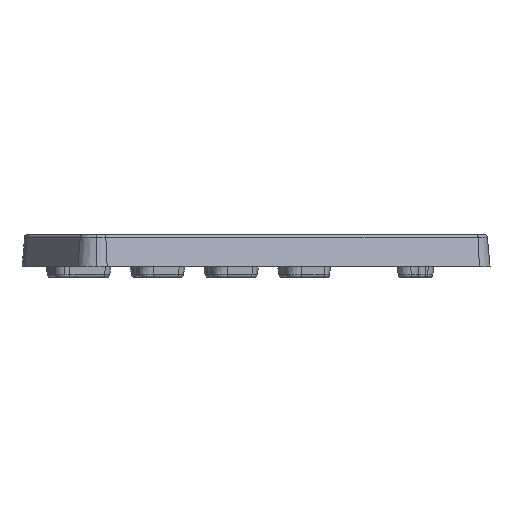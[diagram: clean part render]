
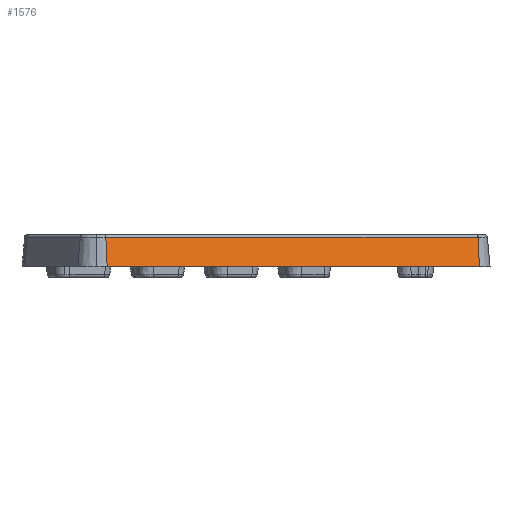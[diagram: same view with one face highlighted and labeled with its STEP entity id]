
A CAD part, left-side view. The second image highlights one B-rep face of the part: STEP entity #1576.
In plain terms, the highlighted planar face has unit normal (-0.863, -0.498, 0.087).
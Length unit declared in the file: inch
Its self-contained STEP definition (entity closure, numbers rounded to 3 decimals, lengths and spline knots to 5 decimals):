
#221 = PLANE ( 'NONE',  #2470 ) ;
#367 = DIRECTION ( 'NONE',  ( -0.075, -0.044, -0.996 ) ) ;
#525 = LINE ( 'NONE', #4879, #7199 ) ;
#543 = FACE_OUTER_BOUND ( 'NONE', #4389, .T. ) ;
#603 = DIRECTION ( 'NONE',  ( 0.5, -0.866, 0. ) ) ;
#759 = CARTESIAN_POINT ( 'NONE',  ( -0.96859, 1.14556, 0.10913 ) ) ;
#1434 = ORIENTED_EDGE ( 'NONE', *, *, #3577, .T. ) ;
#1576 = ADVANCED_FACE ( 'NONE', ( #543 ), #221, .T. ) ;
#1592 = DIRECTION ( 'NONE',  ( 0.5, -0.866, 0. ) ) ;
#1832 = VERTEX_POINT ( 'NONE', #759 ) ;
#2243 = CARTESIAN_POINT ( 'NONE',  ( -0.97686, 1.14079, 0. ) ) ;
#2419 = ORIENTED_EDGE ( 'NONE', *, *, #8080, .T. ) ;
#2470 = AXIS2_PLACEMENT_3D ( 'NONE', #4868, #4832, #4807 ) ;
#2707 = VECTOR ( 'NONE', #603, 39.37008 ) ;
#3433 = LINE ( 'NONE', #4481, #2707 ) ;
#3577 = EDGE_CURVE ( 'NONE', #5900, #7938, #3433, .T. ) ;
#3598 = DIRECTION ( 'NONE',  ( 0.075, 0.044, 0.996 ) ) ;
#4302 = CARTESIAN_POINT ( 'NONE',  ( -0.18184, -0.23622, 0. ) ) ;
#4389 = EDGE_LOOP ( 'NONE', ( #1434, #2419, #7021, #8037 ) ) ;
#4445 = CARTESIAN_POINT ( 'NONE',  ( -0.97686, 1.14079, 0. ) ) ;
#4481 = CARTESIAN_POINT ( 'NONE',  ( -0.97686, 1.14079, 0. ) ) ;
#4522 = VECTOR ( 'NONE', #3598, 39.37008 ) ;
#4807 = DIRECTION ( 'NONE',  ( 0.5, -0.866, 0. ) ) ;
#4832 = DIRECTION ( 'NONE',  ( -0.863, -0.498, 0.087 ) ) ;
#4868 = CARTESIAN_POINT ( 'NONE',  ( -1.01623, 1.20898, 0. ) ) ;
#4879 = CARTESIAN_POINT ( 'NONE',  ( -0.67207, 0.63197, 0.10913 ) ) ;
#5777 = LINE ( 'NONE', #2243, #8241 ) ;
#5900 = VERTEX_POINT ( 'NONE', #4445 ) ;
#6437 = LINE ( 'NONE', #4302, #4522 ) ;
#6845 = CARTESIAN_POINT ( 'NONE',  ( -0.17357, -0.23145, 0.10913 ) ) ;
#6862 = EDGE_CURVE ( 'NONE', #1832, #5900, #5777, .T. ) ;
#7021 = ORIENTED_EDGE ( 'NONE', *, *, #7689, .F. ) ;
#7199 = VECTOR ( 'NONE', #1592, 39.37008 ) ;
#7689 = EDGE_CURVE ( 'NONE', #1832, #7748, #525, .T. ) ;
#7748 = VERTEX_POINT ( 'NONE', #6845 ) ;
#7854 = CARTESIAN_POINT ( 'NONE',  ( -0.18184, -0.23622, 0. ) ) ;
#7938 = VERTEX_POINT ( 'NONE', #7854 ) ;
#8037 = ORIENTED_EDGE ( 'NONE', *, *, #6862, .T. ) ;
#8080 = EDGE_CURVE ( 'NONE', #7938, #7748, #6437, .T. ) ;
#8241 = VECTOR ( 'NONE', #367, 39.37008 ) ;
